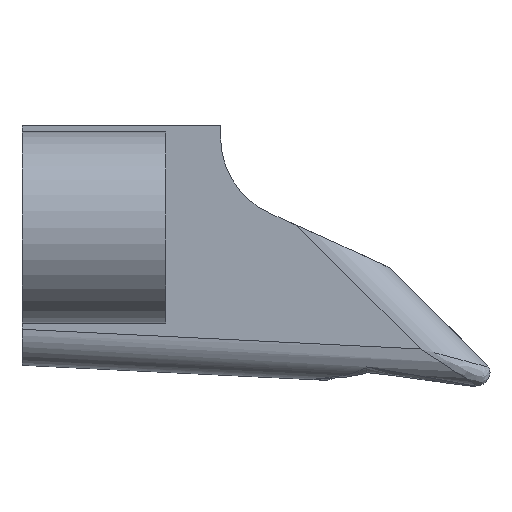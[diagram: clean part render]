
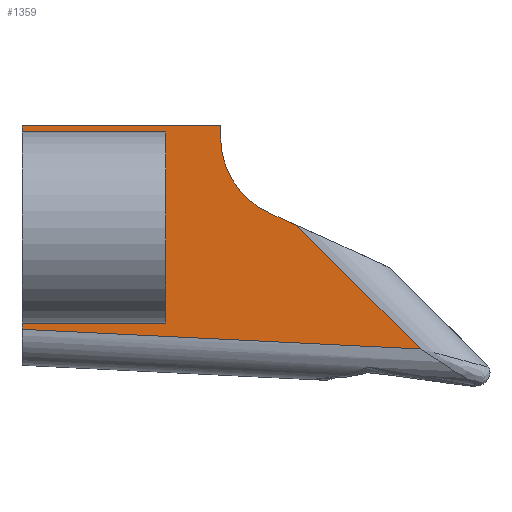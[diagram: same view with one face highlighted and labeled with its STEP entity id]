
A CAD part, left-side view. The second image highlights one B-rep face of the part: STEP entity #1359.
In plain terms, the highlighted planar face has unit normal (-1, 0, 0).
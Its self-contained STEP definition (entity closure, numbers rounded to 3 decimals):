
#57=B_SPLINE_CURVE_WITH_KNOTS('',3,(#1846,#1847,#1848,#1849,#1850,#1851,
#1852,#1853,#1854,#1855,#1856),.UNSPECIFIED.,.F.,.F.,(4,2,3,2,4),(0.523,
0.546,0.597,0.648,0.67),
 .UNSPECIFIED.);
#149=PLANE('',#1502);
#224=FACE_OUTER_BOUND('',#306,.T.);
#306=EDGE_LOOP('',(#1242,#1243,#1244,#1245,#1246,#1247,#1248,#1249,#1250,
#1251,#1252,#1253,#1254));
#313=LINE('',#1842,#378);
#314=LINE('',#1867,#379);
#317=LINE('',#1874,#382);
#335=LINE('',#2943,#400);
#351=LINE('',#3355,#416);
#361=LINE('',#3388,#426);
#363=LINE('',#3393,#428);
#365=LINE('',#3399,#430);
#369=LINE('',#3404,#434);
#373=LINE('',#3414,#438);
#378=VECTOR('',#1518,10.);
#379=VECTOR('',#1533,10.);
#382=VECTOR('',#1538,10.);
#400=VECTOR('',#1684,10.);
#416=VECTOR('',#1750,10.);
#426=VECTOR('',#1788,10.);
#428=VECTOR('',#1792,10.);
#430=VECTOR('',#1800,10.);
#434=VECTOR('',#1804,10.);
#438=VECTOR('',#1820,10.);
#440=CIRCLE('',#1378,3.5);
#506=CIRCLE('',#1499,240.97);
#509=VERTEX_POINT('',#1832);
#510=VERTEX_POINT('',#1834);
#512=VERTEX_POINT('',#1840);
#513=VERTEX_POINT('',#1844);
#514=VERTEX_POINT('',#1845);
#518=VERTEX_POINT('',#1866);
#521=VERTEX_POINT('',#1872);
#596=VERTEX_POINT('',#2940);
#597=VERTEX_POINT('',#2942);
#625=VERTEX_POINT('',#3342);
#634=VERTEX_POINT('',#3385);
#636=VERTEX_POINT('',#3391);
#637=VERTEX_POINT('',#3398);
#641=EDGE_CURVE('',#509,#510,#440,.T.);
#645=EDGE_CURVE('',#512,#509,#313,.T.);
#646=EDGE_CURVE('',#513,#514,#57,.T.);
#652=EDGE_CURVE('',#518,#513,#314,.T.);
#656=EDGE_CURVE('',#514,#521,#317,.T.);
#768=EDGE_CURVE('',#596,#597,#335,.T.);
#814=EDGE_CURVE('',#625,#596,#351,.T.);
#830=EDGE_CURVE('',#634,#518,#361,.T.);
#832=EDGE_CURVE('',#521,#636,#363,.T.);
#835=EDGE_CURVE('',#637,#634,#365,.T.);
#839=EDGE_CURVE('',#636,#597,#369,.T.);
#844=EDGE_CURVE('',#625,#510,#506,.T.);
#845=EDGE_CURVE('',#512,#637,#373,.T.);
#1242=ORIENTED_EDGE('',*,*,#832,.T.);
#1243=ORIENTED_EDGE('',*,*,#839,.T.);
#1244=ORIENTED_EDGE('',*,*,#768,.F.);
#1245=ORIENTED_EDGE('',*,*,#814,.F.);
#1246=ORIENTED_EDGE('',*,*,#844,.T.);
#1247=ORIENTED_EDGE('',*,*,#641,.F.);
#1248=ORIENTED_EDGE('',*,*,#645,.F.);
#1249=ORIENTED_EDGE('',*,*,#845,.T.);
#1250=ORIENTED_EDGE('',*,*,#835,.T.);
#1251=ORIENTED_EDGE('',*,*,#830,.T.);
#1252=ORIENTED_EDGE('',*,*,#652,.T.);
#1253=ORIENTED_EDGE('',*,*,#646,.T.);
#1254=ORIENTED_EDGE('',*,*,#656,.T.);
#1359=ADVANCED_FACE('',(#224),#149,.T.);
#1378=AXIS2_PLACEMENT_3D('',#1835,#1511,#1512);
#1499=AXIS2_PLACEMENT_3D('',#3412,#1816,#1817);
#1502=AXIS2_PLACEMENT_3D('',#3458,#1823,#1824);
#1511=DIRECTION('center_axis',(-1.,0.,0.));
#1512=DIRECTION('ref_axis',(0.,0.838,-0.546));
#1518=DIRECTION('',(0.,0.,-1.));
#1533=DIRECTION('',(0.,0.,-1.));
#1538=DIRECTION('',(0.,0.,-1.));
#1684=DIRECTION('',(0.,0.999,0.049));
#1750=DIRECTION('',(0.,-0.707,-0.707));
#1788=DIRECTION('',(0.,-1.,0.));
#1792=DIRECTION('',(0.,1.,0.));
#1800=DIRECTION('',(0.,0.,-1.));
#1804=DIRECTION('',(0.,0.,-1.));
#1816=DIRECTION('center_axis',(-1.,0.,0.));
#1817=DIRECTION('ref_axis',(0.,-0.425,0.905));
#1820=DIRECTION('',(0.,1.,0.));
#1823=DIRECTION('center_axis',(-1.,0.,0.));
#1824=DIRECTION('ref_axis',(0.,0.,1.));
#1832=CARTESIAN_POINT('',(-11.1,58.484,-62.032));
#1834=CARTESIAN_POINT('',(-11.1,56.398,-65.233));
#1835=CARTESIAN_POINT('Origin',(-11.1,54.984,-62.032));
#1840=CARTESIAN_POINT('',(-11.1,58.484,-61.567));
#1842=CARTESIAN_POINT('',(-11.1,58.484,-61.317));
#1844=CARTESIAN_POINT('',(-11.1,60.763,-65.032));
#1845=CARTESIAN_POINT('',(-11.1,60.763,-66.594));
#1846=CARTESIAN_POINT('Ctrl Pts',(-11.1,60.763,-65.032));
#1847=CARTESIAN_POINT('Ctrl Pts',(-11.1,60.763,-65.106));
#1848=CARTESIAN_POINT('Ctrl Pts',(-11.1,60.766,-65.195));
#1849=CARTESIAN_POINT('Ctrl Pts',(-11.1,60.775,-65.439));
#1850=CARTESIAN_POINT('Ctrl Pts',(-11.1,60.784,-65.643));
#1851=CARTESIAN_POINT('Ctrl Pts',(-11.1,60.784,-65.813));
#1852=CARTESIAN_POINT('Ctrl Pts',(-11.1,60.784,-65.983));
#1853=CARTESIAN_POINT('Ctrl Pts',(-11.1,60.775,-66.187));
#1854=CARTESIAN_POINT('Ctrl Pts',(-11.1,60.766,-66.431));
#1855=CARTESIAN_POINT('Ctrl Pts',(-11.1,60.763,-66.52));
#1856=CARTESIAN_POINT('Ctrl Pts',(-11.1,60.763,-66.594));
#1866=CARTESIAN_POINT('',(-11.1,60.763,-61.813));
#1867=CARTESIAN_POINT('',(-11.1,60.763,-60.12));
#1872=CARTESIAN_POINT('',(-11.1,60.763,-69.813));
#1874=CARTESIAN_POINT('',(-11.1,60.763,-60.12));
#2940=CARTESIAN_POINT('',(-11.1,50.151,-70.879));
#2942=CARTESIAN_POINT('',(-11.1,66.763,-70.06));
#2943=CARTESIAN_POINT('',(-11.1,88.348,-68.996));
#3342=CARTESIAN_POINT('',(-11.1,55.316,-65.715));
#3355=CARTESIAN_POINT('',(-11.1,74.067,-46.963));
#3385=CARTESIAN_POINT('',(-11.1,66.763,-61.813));
#3388=CARTESIAN_POINT('',(-11.1,95.378,-61.813));
#3391=CARTESIAN_POINT('',(-11.1,66.763,-69.813));
#3393=CARTESIAN_POINT('',(-11.1,95.378,-69.813));
#3398=CARTESIAN_POINT('',(-11.1,66.763,-61.567));
#3399=CARTESIAN_POINT('',(-11.1,66.763,-44.976));
#3404=CARTESIAN_POINT('',(-11.1,66.763,-44.976));
#3412=CARTESIAN_POINT('Origin',(-11.1,153.75,-285.663));
#3414=CARTESIAN_POINT('',(-11.1,95.328,-61.567));
#3458=CARTESIAN_POINT('Origin',(-11.1,123.993,-53.676));
